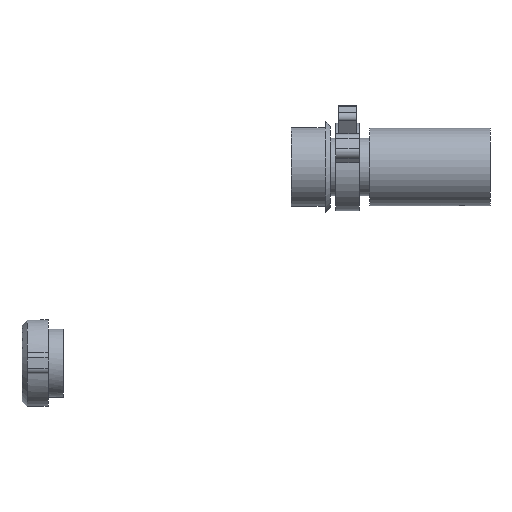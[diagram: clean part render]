
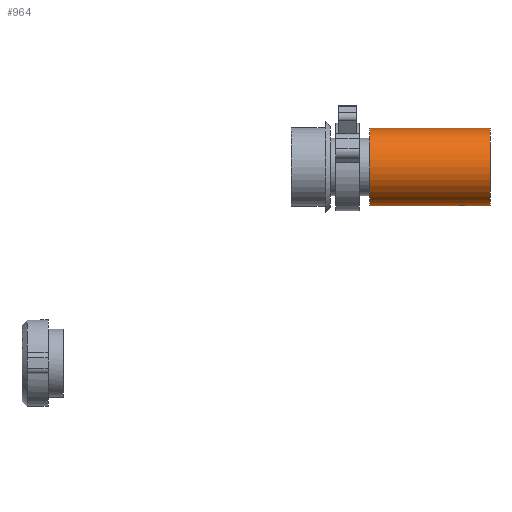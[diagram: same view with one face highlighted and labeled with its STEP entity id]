
A CAD part, front view. The second image highlights one B-rep face of the part: STEP entity #964.
In plain terms, the highlighted cylindrical face has radius 14.77 mm (diameter 29.54 mm), a full revolution.
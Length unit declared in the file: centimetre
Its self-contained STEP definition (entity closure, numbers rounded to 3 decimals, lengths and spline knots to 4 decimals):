
#12=B_SPLINE_CURVE_WITH_KNOTS($,3,(#1689,#1690,#1691,#1692,#1693,#1694,
#1695,#1696,#1697,#1698,#1699,#1700,#1701,#1702,#1703,#1704,#1705,#1706,
#1707,#1708,#1709,#1710,#1711,#1712,#1713,#1714,#1715,#1716,#1717,#1718,
#1719,#1720,#1721,#1722),.UNSPECIFIED.,.T.,.F.,(4,2,2,2,2,2,2,2,2,2,2,2,
2,2,2,2,4),(0.,0.0565,0.1131,0.1696,0.2261,
0.2828,0.3395,0.396,0.4526,
0.5092,0.5657,0.6224,0.6791,
0.7356,0.7921,0.8487,0.9052),
 .UNSPECIFIED.);
#13=B_SPLINE_CURVE_WITH_KNOTS($,3,(#1730,#1731,#1732,#1733,#1734,#1735,
#1736,#1737,#1738,#1739,#1740,#1741,#1742,#1743,#1744,#1745,#1746,#1747,
#1748,#1749,#1750,#1751,#1752,#1753,#1754,#1755,#1756,#1757,#1758,#1759,
#1760,#1761,#1762,#1763),.UNSPECIFIED.,.T.,.F.,(4,2,2,2,2,2,2,2,2,2,2,2,
2,2,2,2,4),(0.,0.0565,0.1131,0.1696,0.2261,
0.2827,0.3393,0.3958,0.4524,
0.5089,0.5655,0.6221,0.6787,
0.7352,0.7917,0.8482,0.9048),
 .UNSPECIFIED.);
#53=FACE_BOUND($,#218,.T.);
#54=FACE_BOUND($,#219,.T.);
#55=FACE_BOUND($,#220,.T.);
#56=FACE_BOUND($,#221,.T.);
#218=EDGE_LOOP($,(#819));
#219=EDGE_LOOP($,(#820));
#220=EDGE_LOOP($,(#821));
#221=EDGE_LOOP($,(#822));
#418=CIRCLE($,#1078,1.477);
#420=CIRCLE($,#1081,1.477);
#501=VERTEX_POINT($,#1688);
#502=VERTEX_POINT($,#1724);
#504=VERTEX_POINT($,#1729);
#505=VERTEX_POINT($,#1764);
#614=EDGE_CURVE($,#501,#501,#12,.F.);
#615=EDGE_CURVE($,#502,#502,#418,.F.);
#617=EDGE_CURVE($,#504,#504,#13,.F.);
#618=EDGE_CURVE($,#505,#505,#420,.F.);
#819=ORIENTED_EDGE($,*,*,#617,.T.);
#820=ORIENTED_EDGE($,*,*,#618,.F.);
#821=ORIENTED_EDGE($,*,*,#614,.T.);
#822=ORIENTED_EDGE($,*,*,#615,.F.);
#910=CYLINDRICAL_SURFACE($,#1080,1.477);
#964=ADVANCED_FACE($,(#53,#54,#55,#56),#910,.T.);
#1078=AXIS2_PLACEMENT_3D($,#1725,#1337,#1338);
#1080=AXIS2_PLACEMENT_3D($,#1728,#1341,#1342);
#1081=AXIS2_PLACEMENT_3D($,#1765,#1343,#1344);
#1337=DIRECTION('center_axis',(1.,0.,0.));
#1338=DIRECTION('ref_axis',(0.,0.,1.));
#1341=DIRECTION('center_axis',(1.,0.,0.));
#1342=DIRECTION('ref_axis',(0.,0.,1.));
#1343=DIRECTION('center_axis',(-1.,0.,0.));
#1344=DIRECTION('ref_axis',(0.,0.,1.));
#1688=CARTESIAN_POINT('',(-31.2468,11.2925,6.1403));
#1689=CARTESIAN_POINT('Ctrl Pts',(-31.2468,11.2925,6.1403));
#1690=CARTESIAN_POINT('Ctrl Pts',(-31.2656,11.2925,6.1403));
#1691=CARTESIAN_POINT('Ctrl Pts',(-31.2857,11.2963,6.1401));
#1692=CARTESIAN_POINT('Ctrl Pts',(-31.3227,11.3116,6.1393));
#1693=CARTESIAN_POINT('Ctrl Pts',(-31.3396,11.3231,6.1389));
#1694=CARTESIAN_POINT('Ctrl Pts',(-31.3662,11.3498,6.1382));
#1695=CARTESIAN_POINT('Ctrl Pts',(-31.3778,11.3667,6.1379));
#1696=CARTESIAN_POINT('Ctrl Pts',(-31.393,11.4036,6.1382));
#1697=CARTESIAN_POINT('Ctrl Pts',(-31.3968,11.4237,6.1387));
#1698=CARTESIAN_POINT('Ctrl Pts',(-31.3968,11.4614,6.1404));
#1699=CARTESIAN_POINT('Ctrl Pts',(-31.393,11.4815,6.1417));
#1700=CARTESIAN_POINT('Ctrl Pts',(-31.3777,11.5185,6.1449));
#1701=CARTESIAN_POINT('Ctrl Pts',(-31.3661,11.5353,6.1467));
#1702=CARTESIAN_POINT('Ctrl Pts',(-31.3395,11.5619,6.1498));
#1703=CARTESIAN_POINT('Ctrl Pts',(-31.3227,11.5734,6.1514));
#1704=CARTESIAN_POINT('Ctrl Pts',(-31.2857,11.5887,6.1535));
#1705=CARTESIAN_POINT('Ctrl Pts',(-31.2657,11.5925,6.1541));
#1706=CARTESIAN_POINT('Ctrl Pts',(-31.228,11.5925,6.1541));
#1707=CARTESIAN_POINT('Ctrl Pts',(-31.2079,11.5887,6.1535));
#1708=CARTESIAN_POINT('Ctrl Pts',(-31.1709,11.5734,6.1514));
#1709=CARTESIAN_POINT('Ctrl Pts',(-31.1541,11.5619,6.1498));
#1710=CARTESIAN_POINT('Ctrl Pts',(-31.1275,11.5353,6.1467));
#1711=CARTESIAN_POINT('Ctrl Pts',(-31.1159,11.5185,6.1449));
#1712=CARTESIAN_POINT('Ctrl Pts',(-31.1006,11.4815,6.1417));
#1713=CARTESIAN_POINT('Ctrl Pts',(-31.0968,11.4614,6.1404));
#1714=CARTESIAN_POINT('Ctrl Pts',(-31.0968,11.4237,6.1387));
#1715=CARTESIAN_POINT('Ctrl Pts',(-31.1006,11.4036,6.1382));
#1716=CARTESIAN_POINT('Ctrl Pts',(-31.1159,11.3667,6.1379));
#1717=CARTESIAN_POINT('Ctrl Pts',(-31.1274,11.3498,6.1382));
#1718=CARTESIAN_POINT('Ctrl Pts',(-31.154,11.3231,6.1389));
#1719=CARTESIAN_POINT('Ctrl Pts',(-31.1709,11.3116,6.1393));
#1720=CARTESIAN_POINT('Ctrl Pts',(-31.2079,11.2963,6.1401));
#1721=CARTESIAN_POINT('Ctrl Pts',(-31.228,11.2925,6.1403));
#1722=CARTESIAN_POINT('Ctrl Pts',(-31.2468,11.2925,6.1403));
#1724=CARTESIAN_POINT('',(-31.98,11.375,6.138));
#1725=CARTESIAN_POINT('Origin',(-31.98,11.375,7.615));
#1728=CARTESIAN_POINT('Origin',(-31.38,11.375,7.615));
#1729=CARTESIAN_POINT('',(-28.4468,11.248,6.1435));
#1730=CARTESIAN_POINT('Ctrl Pts',(-28.4468,11.248,6.1435));
#1731=CARTESIAN_POINT('Ctrl Pts',(-28.4657,11.248,6.1435));
#1732=CARTESIAN_POINT('Ctrl Pts',(-28.4857,11.2518,6.1431));
#1733=CARTESIAN_POINT('Ctrl Pts',(-28.5227,11.2671,6.1419));
#1734=CARTESIAN_POINT('Ctrl Pts',(-28.5396,11.2786,6.1411));
#1735=CARTESIAN_POINT('Ctrl Pts',(-28.5662,11.3053,6.1396));
#1736=CARTESIAN_POINT('Ctrl Pts',(-28.5777,11.3221,6.1388));
#1737=CARTESIAN_POINT('Ctrl Pts',(-28.593,11.3591,6.138));
#1738=CARTESIAN_POINT('Ctrl Pts',(-28.5968,11.3792,6.1379));
#1739=CARTESIAN_POINT('Ctrl Pts',(-28.5968,11.4169,6.1385));
#1740=CARTESIAN_POINT('Ctrl Pts',(-28.593,11.437,6.1392));
#1741=CARTESIAN_POINT('Ctrl Pts',(-28.5777,11.4739,6.1412));
#1742=CARTESIAN_POINT('Ctrl Pts',(-28.5662,11.4908,6.1425));
#1743=CARTESIAN_POINT('Ctrl Pts',(-28.5395,11.5174,6.1448));
#1744=CARTESIAN_POINT('Ctrl Pts',(-28.5227,11.5289,6.146));
#1745=CARTESIAN_POINT('Ctrl Pts',(-28.4857,11.5442,6.1477));
#1746=CARTESIAN_POINT('Ctrl Pts',(-28.4657,11.548,6.1482));
#1747=CARTESIAN_POINT('Ctrl Pts',(-28.428,11.548,6.1482));
#1748=CARTESIAN_POINT('Ctrl Pts',(-28.4079,11.5442,6.1477));
#1749=CARTESIAN_POINT('Ctrl Pts',(-28.3709,11.5289,6.146));
#1750=CARTESIAN_POINT('Ctrl Pts',(-28.3541,11.5174,6.1448));
#1751=CARTESIAN_POINT('Ctrl Pts',(-28.3274,11.4908,6.1425));
#1752=CARTESIAN_POINT('Ctrl Pts',(-28.3159,11.4739,6.1412));
#1753=CARTESIAN_POINT('Ctrl Pts',(-28.3006,11.437,6.1392));
#1754=CARTESIAN_POINT('Ctrl Pts',(-28.2968,11.4169,6.1385));
#1755=CARTESIAN_POINT('Ctrl Pts',(-28.2968,11.3792,6.1379));
#1756=CARTESIAN_POINT('Ctrl Pts',(-28.3006,11.3591,6.138));
#1757=CARTESIAN_POINT('Ctrl Pts',(-28.3159,11.3221,6.1388));
#1758=CARTESIAN_POINT('Ctrl Pts',(-28.3274,11.3053,6.1396));
#1759=CARTESIAN_POINT('Ctrl Pts',(-28.354,11.2786,6.1411));
#1760=CARTESIAN_POINT('Ctrl Pts',(-28.3709,11.2671,6.1419));
#1761=CARTESIAN_POINT('Ctrl Pts',(-28.4079,11.2518,6.1431));
#1762=CARTESIAN_POINT('Ctrl Pts',(-28.428,11.248,6.1435));
#1763=CARTESIAN_POINT('Ctrl Pts',(-28.4468,11.248,6.1435));
#1764=CARTESIAN_POINT('',(-27.38,11.375,6.138));
#1765=CARTESIAN_POINT('Origin',(-27.38,11.375,7.615));
